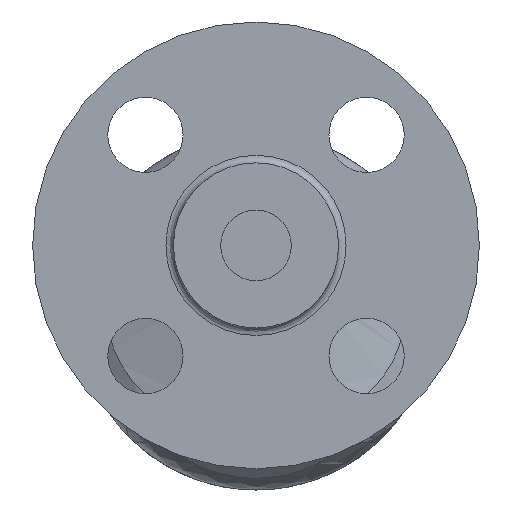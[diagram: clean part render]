
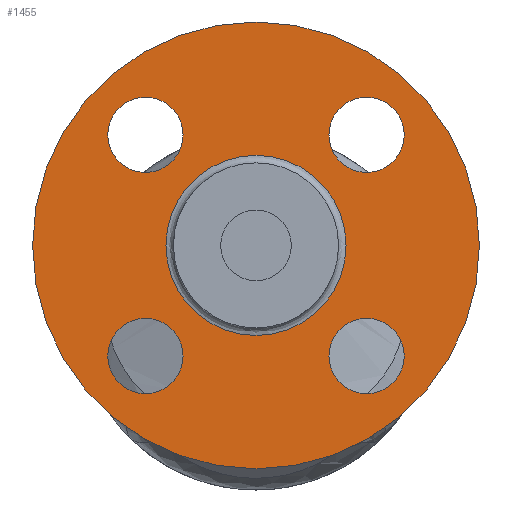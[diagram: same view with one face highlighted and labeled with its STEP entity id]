
A CAD part, left-side view. The second image highlights one B-rep face of the part: STEP entity #1455.
In plain terms, the highlighted free-form (B-spline) face has degree [1, 1] with [2, 2] control points.
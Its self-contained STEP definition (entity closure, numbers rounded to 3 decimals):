
#1200=CARTESIAN_POINT('',(-90.9,0.0,61.5));
#1201=VERTEX_POINT('',#1200);
#1202=CARTESIAN_POINT('',(-90.9,0.0,14.));
#1203=DIRECTION('',(-1.0,0.0,0.0));
#1204=DIRECTION('',(0.0,0.0,1.0));
#1205=AXIS2_PLACEMENT_3D('',#1202,#1203,#1204);
#1206=CIRCLE('',#1205,47.5);
#1207=EDGE_CURVE('',#1201,#1201,#1206,.T.);
#1377=CARTESIAN_POINT('',(-90.9,0.,33.15));
#1378=VERTEX_POINT('',#1377);
#1379=CARTESIAN_POINT('',(-90.9,0.0,14.));
#1380=DIRECTION('',(-1.0,0.0,0.0));
#1381=DIRECTION('',(0.0,0.0,-1.0));
#1382=AXIS2_PLACEMENT_3D('',#1379,#1380,#1381);
#1383=CIRCLE('',#1382,19.15);
#1384=EDGE_CURVE('',#1378,#1378,#1383,.T.);
#1400=CARTESIAN_POINT('',(-90.9,47.5,61.5));
#1401=CARTESIAN_POINT('',(-90.9,47.5,-33.5));
#1402=CARTESIAN_POINT('',(-90.9,-47.5,61.5));
#1403=CARTESIAN_POINT('',(-90.9,-47.5,-33.5));
#1404=B_SPLINE_SURFACE_WITH_KNOTS('',1,1,((#1400,#1402),(#1401,#1403)),.UNSPECIFIED.,.F.,.F.,.U.,(2,2),(2,2),(0.0,95.0),(0.0,95.0),.UNSPECIFIED.);
#1405=ORIENTED_EDGE('',*,*,#1207,.T.);
#1406=EDGE_LOOP('',(#1405));
#1407=FACE_OUTER_BOUND('',#1406,.T.);
#1408=CARTESIAN_POINT('',(-90.9,23.511,29.511));
#1409=VERTEX_POINT('',#1408);
#1410=CARTESIAN_POINT('',(-90.9,23.511,37.511));
#1411=DIRECTION('',(1.0,0.0,0.0));
#1412=DIRECTION('',(0.0,0.0,-1.0));
#1413=AXIS2_PLACEMENT_3D('',#1410,#1411,#1412);
#1414=CIRCLE('',#1413,8.0);
#1415=EDGE_CURVE('',#1409,#1409,#1414,.T.);
#1416=ORIENTED_EDGE('',*,*,#1415,.T.);
#1417=EDGE_LOOP('',(#1416));
#1418=FACE_BOUND('',#1417,.T.);
#1419=CARTESIAN_POINT('',(-90.9,15.511,-9.511));
#1420=VERTEX_POINT('',#1419);
#1421=CARTESIAN_POINT('',(-90.9,23.511,-9.511));
#1422=DIRECTION('',(1.0,0.0,0.0));
#1423=DIRECTION('',(0.0,-1.0,0.0));
#1424=AXIS2_PLACEMENT_3D('',#1421,#1422,#1423);
#1425=CIRCLE('',#1424,8.0);
#1426=EDGE_CURVE('',#1420,#1420,#1425,.T.);
#1427=ORIENTED_EDGE('',*,*,#1426,.T.);
#1428=EDGE_LOOP('',(#1427));
#1429=FACE_BOUND('',#1428,.T.);
#1430=CARTESIAN_POINT('',(-90.9,-23.511,-1.511));
#1431=VERTEX_POINT('',#1430);
#1432=CARTESIAN_POINT('',(-90.9,-23.511,-9.511));
#1433=DIRECTION('',(1.0,0.0,0.0));
#1434=DIRECTION('',(0.0,0.0,1.0));
#1435=AXIS2_PLACEMENT_3D('',#1432,#1433,#1434);
#1436=CIRCLE('',#1435,8.0);
#1437=EDGE_CURVE('',#1431,#1431,#1436,.T.);
#1438=ORIENTED_EDGE('',*,*,#1437,.T.);
#1439=EDGE_LOOP('',(#1438));
#1440=FACE_BOUND('',#1439,.T.);
#1441=CARTESIAN_POINT('',(-90.9,-15.511,37.511));
#1442=VERTEX_POINT('',#1441);
#1443=CARTESIAN_POINT('',(-90.9,-23.511,37.511));
#1444=DIRECTION('',(1.0,0.0,0.0));
#1445=DIRECTION('',(0.0,1.0,0.0));
#1446=AXIS2_PLACEMENT_3D('',#1443,#1444,#1445);
#1447=CIRCLE('',#1446,8.0);
#1448=EDGE_CURVE('',#1442,#1442,#1447,.T.);
#1449=ORIENTED_EDGE('',*,*,#1448,.T.);
#1450=EDGE_LOOP('',(#1449));
#1451=FACE_BOUND('',#1450,.T.);
#1452=ORIENTED_EDGE('',*,*,#1384,.F.);
#1453=EDGE_LOOP('',(#1452));
#1454=FACE_BOUND('',#1453,.T.);
#1455=ADVANCED_FACE('',(#1407,#1418,#1429,#1440,#1451,#1454),#1404,.T.);
